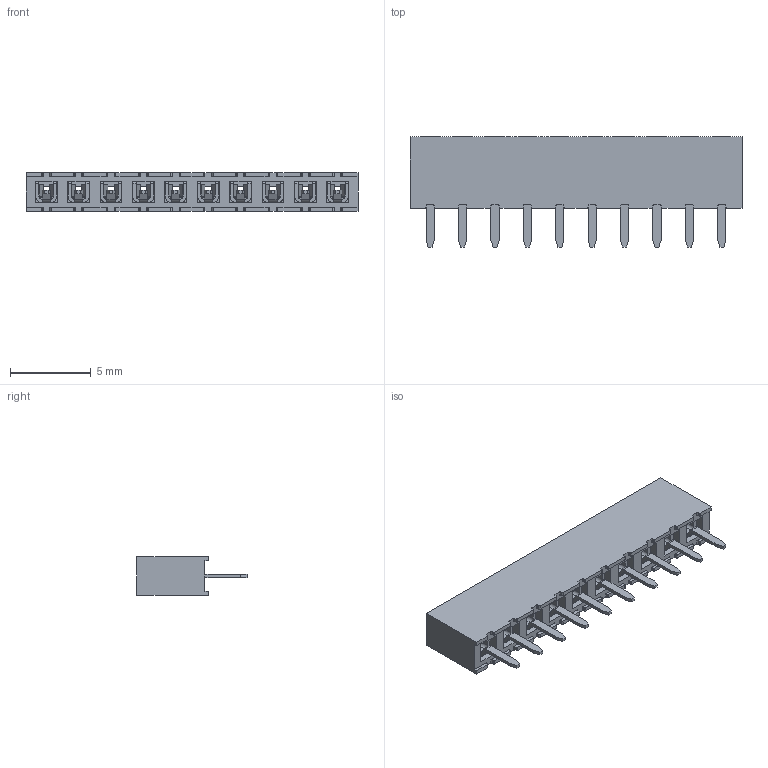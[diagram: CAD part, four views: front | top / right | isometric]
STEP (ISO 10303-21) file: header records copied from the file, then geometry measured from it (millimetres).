
FILE_DESCRIPTION(/* description */ ('STEP AP242','CAx-IF Rec.Pracs.---Representation and Presentation of Product Manufacturing Information (PMI)---4.0---2014-10-13','CAx-IF Rec.Pracs.---3D Tessellated Geometry---0.4---2014-09-14','2;1'),/* implementation_level */ '2;1');
FILE_NAME(/* name */ '679121ce8fc8d35f80b2dbca',/* time_stamp */ '2025-01-22T16:50:22Z',/* author */ (''),/* organization */ (''),/* preprocessor_version */ 'ST-DEVELOPER v20',/* originating_system */ 'ONSHAPE BY PTC INC, 1.192',/* authorisation */ ' ');
FILE_SCHEMA (('AP242_MANAGED_MODEL_BASED_3D_ENGINEERING_MIM_LF { 1 0 10303 442 1 1 4 }'));
Length unit declared in the file: metre
Products named in the file (3): M22-7131042_ASM; M22-713_CONTACT; M22-71310_MOULD
Assembly tree (11 placements, depth 2):
  M22-7131042_ASM
    M22-713_CONTACT  x10
    M22-71310_MOULD
Bounding box: 20.5 x 6.8 x 2.4 mm (x, y, z)
Volume: 155.9 mm3; surface area: 725.1 mm2
Topology: 11 solids, 11 shells, 950 faces, 2514 edges, 1596 vertices
Faces by surface type: plane 600, cylinder 350
Entity records: 11836 total; most frequent: CARTESIAN_POINT 2120, ORIENTED_EDGE 2022, DIRECTION 1965, EDGE_CURVE 1011, LINE 795, VECTOR 795, VERTEX_POINT 660, AXIS2_PLACEMENT_3D 585
